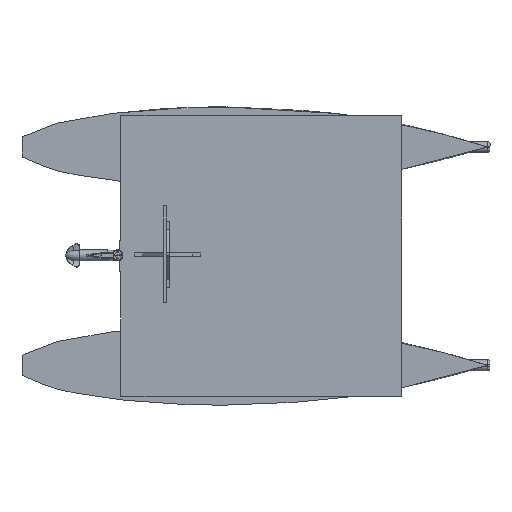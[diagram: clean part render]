
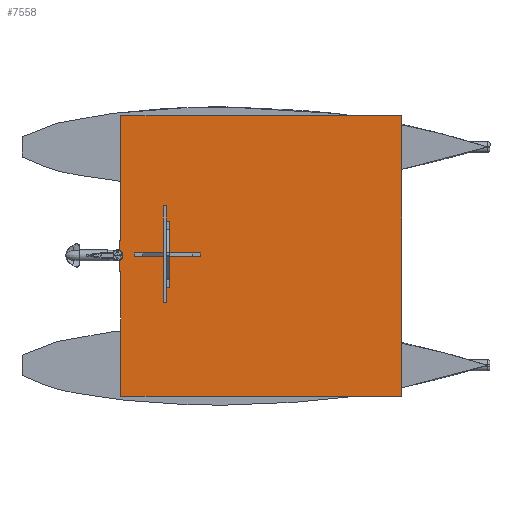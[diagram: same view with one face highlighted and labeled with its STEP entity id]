
A CAD part, top view. The second image highlights one B-rep face of the part: STEP entity #7558.
In plain terms, the highlighted planar face has unit normal (0, 0, 1).
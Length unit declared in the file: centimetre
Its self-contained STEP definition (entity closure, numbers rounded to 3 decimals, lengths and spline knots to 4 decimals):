
#602=FACE_OUTER_BOUND('',#1030,.T.);
#1030=EDGE_LOOP('',(#5181,#5182,#5183,#5184,#5185,#5186,#5187,#5188));
#1544=LINE('',#10642,#2362);
#1546=LINE('',#10648,#2364);
#1549=LINE('',#10652,#2367);
#1550=LINE('',#10655,#2368);
#1555=LINE('',#10664,#2373);
#1556=LINE('',#10667,#2374);
#1559=LINE('',#10673,#2377);
#1562=LINE('',#10678,#2380);
#2362=VECTOR('',#8700,1.);
#2364=VECTOR('',#8704,1.);
#2367=VECTOR('',#8709,1.);
#2368=VECTOR('',#8712,1.);
#2373=VECTOR('',#8719,1.);
#2374=VECTOR('',#8722,1.);
#2377=VECTOR('',#8727,1.);
#2380=VECTOR('',#8732,1.);
#3151=VERTEX_POINT('',#10637);
#3152=VERTEX_POINT('',#10640);
#3153=VERTEX_POINT('',#10644);
#3155=VERTEX_POINT('',#10647);
#3156=VERTEX_POINT('',#10654);
#3159=VERTEX_POINT('',#10662);
#3160=VERTEX_POINT('',#10666);
#3162=VERTEX_POINT('',#10672);
#3933=EDGE_CURVE('',#3151,#3152,#1544,.T.);
#3935=EDGE_CURVE('',#3153,#3155,#1546,.T.);
#3938=EDGE_CURVE('',#3155,#3152,#1549,.T.);
#3939=EDGE_CURVE('',#3151,#3156,#1550,.T.);
#3944=EDGE_CURVE('',#3159,#3153,#1555,.T.);
#3945=EDGE_CURVE('',#3156,#3160,#1556,.T.);
#3948=EDGE_CURVE('',#3162,#3159,#1559,.T.);
#3951=EDGE_CURVE('',#3160,#3162,#1562,.T.);
#5181=ORIENTED_EDGE('',*,*,#3951,.F.);
#5182=ORIENTED_EDGE('',*,*,#3945,.F.);
#5183=ORIENTED_EDGE('',*,*,#3939,.F.);
#5184=ORIENTED_EDGE('',*,*,#3933,.T.);
#5185=ORIENTED_EDGE('',*,*,#3938,.F.);
#5186=ORIENTED_EDGE('',*,*,#3935,.F.);
#5187=ORIENTED_EDGE('',*,*,#3944,.F.);
#5188=ORIENTED_EDGE('',*,*,#3948,.F.);
#7266=PLANE('',#8042);
#7558=ADVANCED_FACE('',(#602),#7266,.F.);
#8042=AXIS2_PLACEMENT_3D('',#10681,#8736,#8737);
#8700=DIRECTION('',(-1.,0.,0.));
#8704=DIRECTION('',(-1.,0.,0.));
#8709=DIRECTION('',(0.,1.,0.));
#8712=DIRECTION('',(0.,1.,0.));
#8719=DIRECTION('',(0.,1.,0.));
#8722=DIRECTION('',(1.,0.,0.));
#8727=DIRECTION('',(-1.,0.,0.));
#8732=DIRECTION('',(0.,-1.,0.));
#8736=DIRECTION('center_axis',(0.,0.,-1.));
#8737=DIRECTION('ref_axis',(-1.,0.,0.));
#10637=CARTESIAN_POINT('',(-89.5,10.,0.));
#10640=CARTESIAN_POINT('',(-90.5,10.,0.));
#10642=CARTESIAN_POINT('',(-89.5,10.,0.));
#10644=CARTESIAN_POINT('',(-89.5,-10.,0.));
#10647=CARTESIAN_POINT('',(-90.5,-10.,0.));
#10648=CARTESIAN_POINT('',(-89.5,-10.,0.));
#10652=CARTESIAN_POINT('',(-90.5,-10.,0.));
#10654=CARTESIAN_POINT('',(-89.5,90.,0.));
#10655=CARTESIAN_POINT('',(-89.5,-90.,0.));
#10662=CARTESIAN_POINT('',(-89.5,-90.,0.));
#10664=CARTESIAN_POINT('',(-89.5,-90.,0.));
#10666=CARTESIAN_POINT('',(90.5,90.,0.));
#10667=CARTESIAN_POINT('',(-89.5,90.,0.));
#10672=CARTESIAN_POINT('',(90.5,-90.,0.));
#10673=CARTESIAN_POINT('',(90.5,-90.,0.));
#10678=CARTESIAN_POINT('',(90.5,90.,0.));
#10681=CARTESIAN_POINT('Origin',(0.5,0.,0.));
